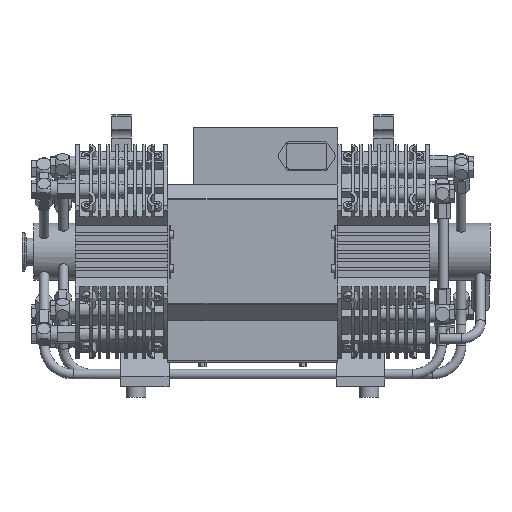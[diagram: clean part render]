
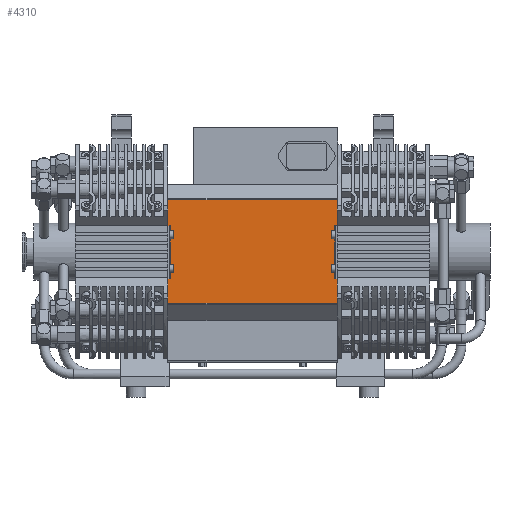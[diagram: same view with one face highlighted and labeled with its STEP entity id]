
A CAD part, top view. The second image highlights one B-rep face of the part: STEP entity #4310.
In plain terms, the highlighted planar face has unit normal (0, 0, 1).
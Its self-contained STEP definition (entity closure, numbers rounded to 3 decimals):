
#1099=CARTESIAN_POINT('',(7.5,27.,79.));
#1100=VERTEX_POINT('',#1099);
#1108=CARTESIAN_POINT('',(5.,27.,79.));
#1109=VERTEX_POINT('',#1108);
#1110=CARTESIAN_POINT('',(5.,27.,79.));
#1111=DIRECTION('',(1.0,0.0,0.0));
#1112=VECTOR('',#1111,2.5);
#1113=LINE('',#1110,#1112);
#1114=EDGE_CURVE('',#1109,#1100,#1113,.T.);
#1508=CARTESIAN_POINT('',(181.,53.871,79.));
#1509=VERTEX_POINT('',#1508);
#1517=CARTESIAN_POINT('',(181.,27.,79.));
#1518=VERTEX_POINT('',#1517);
#1519=CARTESIAN_POINT('',(181.,53.871,79.));
#1520=DIRECTION('',(0.0,-1.0,0.0));
#1521=VECTOR('',#1520,26.871);
#1522=LINE('',#1519,#1521);
#1523=EDGE_CURVE('',#1509,#1518,#1522,.T.);
#1541=CARTESIAN_POINT('',(181.,-28.,79.));
#1542=VERTEX_POINT('',#1541);
#1549=CARTESIAN_POINT('',(181.,-53.586,79.));
#1550=VERTEX_POINT('',#1549);
#1551=CARTESIAN_POINT('',(181.,-28.,79.));
#1552=DIRECTION('',(0.0,-1.0,0.0));
#1553=VECTOR('',#1552,25.586);
#1554=LINE('',#1551,#1553);
#1555=EDGE_CURVE('',#1542,#1550,#1554,.T.);
#2304=CARTESIAN_POINT('',(5.,-53.586,79.));
#2305=VERTEX_POINT('',#2304);
#2313=CARTESIAN_POINT('',(5.,-28.,79.));
#2314=VERTEX_POINT('',#2313);
#2315=CARTESIAN_POINT('',(5.,-53.586,79.));
#2316=DIRECTION('',(0.0,1.0,0.0));
#2317=VECTOR('',#2316,25.586);
#2318=LINE('',#2315,#2317);
#2319=EDGE_CURVE('',#2305,#2314,#2318,.T.);
#2336=CARTESIAN_POINT('',(5.,53.871,79.));
#2337=VERTEX_POINT('',#2336);
#2338=CARTESIAN_POINT('',(5.,27.,79.));
#2339=DIRECTION('',(0.0,1.0,0.0));
#2340=VECTOR('',#2339,26.871);
#2341=LINE('',#2338,#2340);
#2342=EDGE_CURVE('',#1109,#2337,#2341,.T.);
#3985=CARTESIAN_POINT('',(7.5,-28.,79.));
#3986=VERTEX_POINT('',#3985);
#3987=CARTESIAN_POINT('',(7.5,-28.,79.));
#3988=DIRECTION('',(-1.0,0.0,0.0));
#3989=VECTOR('',#3988,2.5);
#3990=LINE('',#3987,#3989);
#3991=EDGE_CURVE('',#3986,#2314,#3990,.T.);
#4058=CARTESIAN_POINT('',(178.5,27.,79.));
#4059=VERTEX_POINT('',#4058);
#4060=CARTESIAN_POINT('',(181.,27.,79.));
#4061=DIRECTION('',(-1.0,0.0,0.0));
#4062=VECTOR('',#4061,2.5);
#4063=LINE('',#4060,#4062);
#4064=EDGE_CURVE('',#1518,#4059,#4063,.T.);
#4169=CARTESIAN_POINT('',(178.5,-28.,79.));
#4170=VERTEX_POINT('',#4169);
#4178=CARTESIAN_POINT('',(181.,-28.,79.));
#4179=DIRECTION('',(-1.0,0.0,0.0));
#4180=VECTOR('',#4179,2.5);
#4181=LINE('',#4178,#4180);
#4182=EDGE_CURVE('',#1542,#4170,#4181,.T.);
#4241=CARTESIAN_POINT('',(7.5,-28.,79.));
#4242=DIRECTION('',(0.0,1.0,0.0));
#4243=VECTOR('',#4242,55.);
#4244=LINE('',#4241,#4243);
#4245=EDGE_CURVE('',#3986,#1100,#4244,.T.);
#4257=CARTESIAN_POINT('',(181.,53.871,79.));
#4258=DIRECTION('',(-1.0,0.0,0.0));
#4259=VECTOR('',#4258,176.);
#4260=LINE('',#4257,#4259);
#4261=EDGE_CURVE('',#1509,#2337,#4260,.T.);
#4276=CARTESIAN_POINT('',(178.5,27.,79.));
#4277=DIRECTION('',(0.0,-1.0,0.0));
#4278=VECTOR('',#4277,55.);
#4279=LINE('',#4276,#4278);
#4280=EDGE_CURVE('',#4059,#4170,#4279,.T.);
#4286=CARTESIAN_POINT('',(9.,54.285,79.));
#4287=DIRECTION('',(0.0,0.0,1.0));
#4288=DIRECTION('',(1.0,0.0,0.0));
#4289=AXIS2_PLACEMENT_3D('',#4286,#4287,#4288);
#4290=PLANE('',#4289);
#4291=ORIENTED_EDGE('',*,*,#1114,.T.);
#4292=ORIENTED_EDGE('',*,*,#4245,.F.);
#4293=ORIENTED_EDGE('',*,*,#3991,.T.);
#4294=ORIENTED_EDGE('',*,*,#2319,.F.);
#4295=CARTESIAN_POINT('',(181.,-53.586,79.));
#4296=DIRECTION('',(-1.0,0.0,0.0));
#4297=VECTOR('',#4296,176.);
#4298=LINE('',#4295,#4297);
#4299=EDGE_CURVE('',#1550,#2305,#4298,.T.);
#4300=ORIENTED_EDGE('',*,*,#4299,.F.);
#4301=ORIENTED_EDGE('',*,*,#1555,.F.);
#4302=ORIENTED_EDGE('',*,*,#4182,.T.);
#4303=ORIENTED_EDGE('',*,*,#4280,.F.);
#4304=ORIENTED_EDGE('',*,*,#4064,.F.);
#4305=ORIENTED_EDGE('',*,*,#1523,.F.);
#4306=ORIENTED_EDGE('',*,*,#4261,.T.);
#4307=ORIENTED_EDGE('',*,*,#2342,.F.);
#4308=EDGE_LOOP('',(#4291,#4292,#4293,#4294,#4300,#4301,#4302,#4303,#4304,#4305,#4306,#4307));
#4309=FACE_OUTER_BOUND('',#4308,.T.);
#4310=ADVANCED_FACE('',(#4309),#4290,.T.);
